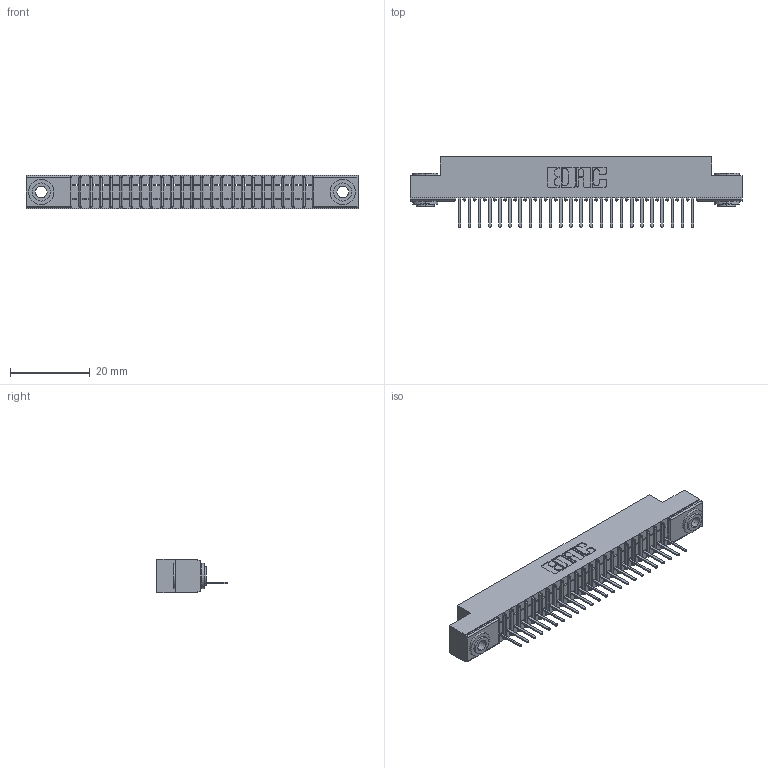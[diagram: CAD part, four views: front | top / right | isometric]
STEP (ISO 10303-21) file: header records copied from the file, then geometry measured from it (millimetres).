
FILE_DESCRIPTION (( 'STEP AP203' ), '1' );
FILE_NAME ('341-024-521-103.STEP', '2018-08-06T17:57:26', ( '' ), ( '' ), 'SwSTEP 2.0', 'SolidWorks 2016', '' );
FILE_SCHEMA (( 'CONFIG_CONTROL_DESIGN' ));
Length unit declared in the file: inch
Products named in the file (4): 341 Part_.156 (3.96) Dia Mounting Holes; 341-292-001_341-292-121; 345-250-002_345-250-002-102; 341-024-521-103
Assembly tree (27 placements, depth 2):
  341-024-521-103
    341 Part_.156 (3.96) Dia Mounting Holes
    341-292-001_341-292-121  x24
    345-250-002_345-250-002-102  x2
Bounding box: 83.19 x 17.7 x 8.38 mm (x, y, z)
Volume: 4578.1 mm3; surface area: 8859.9 mm2
Topology: 27 solids, 27 shells, 2136 faces, 6116 edges, 3926 vertices
Faces by surface type: plane 1316, cylinder 716, sphere 50, torus 46, cone 8
Entity records: 31740 total; most frequent: CARTESIAN_POINT 5361, ORIENTED_EDGE 5340, DIRECTION 5206, EDGE_CURVE 2670, VECTOR 2128, LINE 2128, VERTEX_POINT 1694, AXIS2_PLACEMENT_3D 1539
